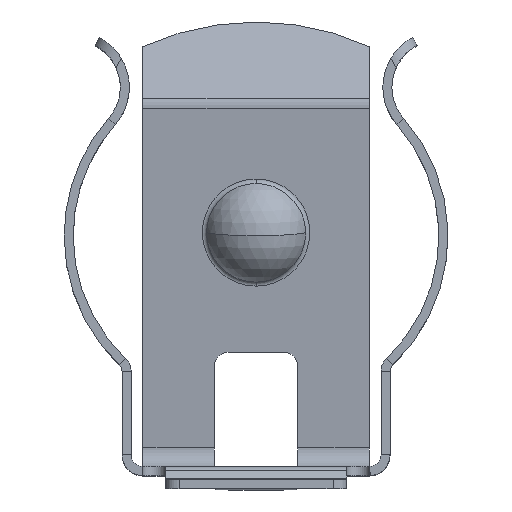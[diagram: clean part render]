
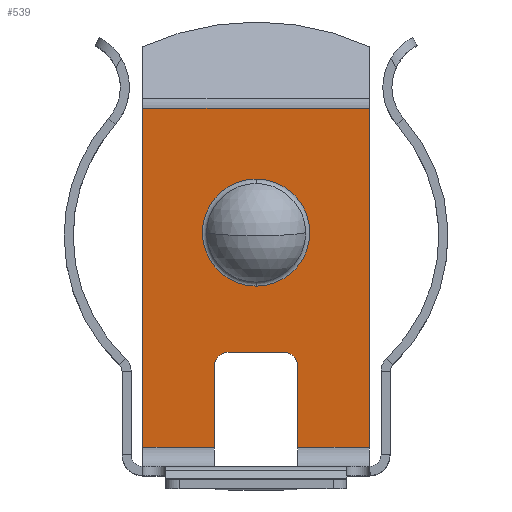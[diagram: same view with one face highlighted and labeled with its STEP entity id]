
A CAD part, top view. The second image highlights one B-rep face of the part: STEP entity #539.
In plain terms, the highlighted planar face has unit normal (0, -0.087, 0.996).
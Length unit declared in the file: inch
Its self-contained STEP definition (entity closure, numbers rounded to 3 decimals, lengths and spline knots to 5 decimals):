
#462 = VERTEX_POINT ( 'NONE', #1977 ) ;
#484 = EDGE_CURVE ( 'NONE', #485, #462, #2003, .T. ) ;
#485 = VERTEX_POINT ( 'NONE', #1994 ) ;
#491 = ORIENTED_EDGE ( 'NONE', *, *, #498, .F. ) ;
#494 = ORIENTED_EDGE ( 'NONE', *, *, #546, .F. ) ;
#498 = EDGE_CURVE ( 'NONE', #505, #516, #2033, .T. ) ;
#502 = VERTEX_POINT ( 'NONE', #2073 ) ;
#505 = VERTEX_POINT ( 'NONE', #2063 ) ;
#507 = ORIENTED_EDGE ( 'NONE', *, *, #513, .F. ) ;
#509 = VERTEX_POINT ( 'NONE', #2060 ) ;
#510 = ORIENTED_EDGE ( 'NONE', *, *, #520, .F. ) ;
#512 = ORIENTED_EDGE ( 'NONE', *, *, #517, .F. ) ;
#513 = EDGE_CURVE ( 'NONE', #502, #519, #2059, .T. ) ;
#516 = VERTEX_POINT ( 'NONE', #2050 ) ;
#517 = EDGE_CURVE ( 'NONE', #509, #505, #2049, .T. ) ;
#519 = VERTEX_POINT ( 'NONE', #2110 ) ;
#520 = EDGE_CURVE ( 'NONE', #519, #509, #2109, .T. ) ;
#539 = ADVANCED_FACE ( 'NONE', ( #2132, #2131 ), #2130, .T. ) ;
#540 = EDGE_LOOP ( 'NONE', ( #491, #512, #510, #507, #494, #552, #570, #571, #564, #556 ) ) ;
#546 = EDGE_CURVE ( 'NONE', #566, #502, #2116, .T. ) ;
#548 = EDGE_CURVE ( 'NONE', #462, #485, #2167, .T. ) ;
#549 = EDGE_LOOP ( 'NONE', ( #553, #557 ) ) ;
#550 = EDGE_CURVE ( 'NONE', #516, #565, #2163, .T. ) ;
#552 = ORIENTED_EDGE ( 'NONE', *, *, #573, .F. ) ;
#553 = ORIENTED_EDGE ( 'NONE', *, *, #484, .F. ) ;
#556 = ORIENTED_EDGE ( 'NONE', *, *, #550, .F. ) ;
#557 = ORIENTED_EDGE ( 'NONE', *, *, #548, .F. ) ;
#563 = EDGE_CURVE ( 'NONE', #565, #569, #2148, .T. ) ;
#564 = ORIENTED_EDGE ( 'NONE', *, *, #563, .F. ) ;
#565 = VERTEX_POINT ( 'NONE', #2207 ) ;
#566 = VERTEX_POINT ( 'NONE', #2206 ) ;
#569 = VERTEX_POINT ( 'NONE', #2200 ) ;
#570 = ORIENTED_EDGE ( 'NONE', *, *, #575, .F. ) ;
#571 = ORIENTED_EDGE ( 'NONE', *, *, #576, .F. ) ;
#573 = EDGE_CURVE ( 'NONE', #574, #566, #2198, .T. ) ;
#574 = VERTEX_POINT ( 'NONE', #2194 ) ;
#575 = EDGE_CURVE ( 'NONE', #578, #574, #2193, .T. ) ;
#576 = EDGE_CURVE ( 'NONE', #569, #578, #2189, .T. ) ;
#578 = VERTEX_POINT ( 'NONE', #2185 ) ;
#1977 = CARTESIAN_POINT ( 'NONE',  ( 0., 0.20995, -0.09733 ) ) ;
#1994 = CARTESIAN_POINT ( 'NONE',  ( 0., 0.32816, -0.08699 ) ) ;
#1995 = DIRECTION ( 'NONE',  ( 0., 0.996, 0.087 ) ) ;
#1996 = DIRECTION ( 'NONE',  ( 0., -0.087, 0.996 ) ) ;
#1997 = CARTESIAN_POINT ( 'NONE',  ( 0., 0.26906, -0.09216 ) ) ;
#1998 = AXIS2_PLACEMENT_3D ( 'NONE', #1997, #1996, #1995 ) ;
#2003 = CIRCLE ( 'NONE', #1998, 0.05933 ) ;
#2029 = DIRECTION ( 'NONE',  ( 0., -0.996, -0.087 ) ) ;
#2030 = VECTOR ( 'NONE', #2029, 39.37008 ) ;
#2031 = CARTESIAN_POINT ( 'NONE',  ( -0.046, -0.00955, -0.11654 ) ) ;
#2033 = LINE ( 'NONE', #2031, #2030 ) ;
#2048 = AXIS2_PLACEMENT_3D ( 'NONE', #2113, #2112, #2111 ) ;
#2049 = CIRCLE ( 'NONE', #2048, 0.015 ) ;
#2050 = CARTESIAN_POINT ( 'NONE',  ( -0.046, 0.03174, -0.11292 ) ) ;
#2055 = DIRECTION ( 'NONE',  ( 0., -0.996, -0.087 ) ) ;
#2056 = DIRECTION ( 'NONE',  ( 0., -0.087, 0.996 ) ) ;
#2057 = CARTESIAN_POINT ( 'NONE',  ( 0.031, 0.12195, -0.10503 ) ) ;
#2058 = AXIS2_PLACEMENT_3D ( 'NONE', #2057, #2056, #2055 ) ;
#2059 = CIRCLE ( 'NONE', #2058, 0.015 ) ;
#2060 = CARTESIAN_POINT ( 'NONE',  ( -0.031, 0.13689, -0.10372 ) ) ;
#2063 = CARTESIAN_POINT ( 'NONE',  ( -0.046, 0.12195, -0.10503 ) ) ;
#2073 = CARTESIAN_POINT ( 'NONE',  ( 0.046, 0.12195, -0.10503 ) ) ;
#2106 = DIRECTION ( 'NONE',  ( -1., 0., 0. ) ) ;
#2107 = VECTOR ( 'NONE', #2106, 39.37008 ) ;
#2108 = CARTESIAN_POINT ( 'NONE',  ( 0.031, 0.13689, -0.10372 ) ) ;
#2109 = LINE ( 'NONE', #2108, #2107 ) ;
#2110 = CARTESIAN_POINT ( 'NONE',  ( 0.031, 0.13689, -0.10372 ) ) ;
#2111 = DIRECTION ( 'NONE',  ( 0., 0.996, 0.087 ) ) ;
#2112 = DIRECTION ( 'NONE',  ( 0., -0.087, 0.996 ) ) ;
#2113 = CARTESIAN_POINT ( 'NONE',  ( -0.031, 0.12195, -0.10503 ) ) ;
#2114 = VECTOR ( 'NONE', #2176, 39.37008 ) ;
#2115 = CARTESIAN_POINT ( 'NONE',  ( 0.046, -0.00955, -0.11654 ) ) ;
#2116 = LINE ( 'NONE', #2115, #2114 ) ;
#2126 = DIRECTION ( 'NONE',  ( 0., -0.996, -0.087 ) ) ;
#2127 = DIRECTION ( 'NONE',  ( 0., -0.087, 0.996 ) ) ;
#2128 = CARTESIAN_POINT ( 'NONE',  ( -0.125, 0.01, -0.11483 ) ) ;
#2129 = AXIS2_PLACEMENT_3D ( 'NONE', #2128, #2127, #2126 ) ;
#2130 = PLANE ( 'NONE',  #2129 ) ;
#2131 = FACE_BOUND ( 'NONE', #549, .T. ) ;
#2132 = FACE_OUTER_BOUND ( 'NONE', #540, .T. ) ;
#2146 = VECTOR ( 'NONE', #2208, 39.37008 ) ;
#2147 = CARTESIAN_POINT ( 'NONE',  ( -0.125, 0.40649, -0.08014 ) ) ;
#2148 = LINE ( 'NONE', #2147, #2146 ) ;
#2160 = DIRECTION ( 'NONE',  ( -1., 0., 0. ) ) ;
#2161 = VECTOR ( 'NONE', #2160, 39.37008 ) ;
#2162 = CARTESIAN_POINT ( 'NONE',  ( 0.125, 0.03174, -0.11292 ) ) ;
#2163 = LINE ( 'NONE', #2162, #2161 ) ;
#2164 = DIRECTION ( 'NONE',  ( 0., 0.996, 0.087 ) ) ;
#2165 = DIRECTION ( 'NONE',  ( 0., -0.087, 0.996 ) ) ;
#2166 = AXIS2_PLACEMENT_3D ( 'NONE', #2171, #2165, #2164 ) ;
#2167 = CIRCLE ( 'NONE', #2166, 0.05933 ) ;
#2171 = CARTESIAN_POINT ( 'NONE',  ( 0., 0.26906, -0.09216 ) ) ;
#2176 = DIRECTION ( 'NONE',  ( 0., 0.996, 0.087 ) ) ;
#2185 = CARTESIAN_POINT ( 'NONE',  ( 0.125, 0.40649, -0.08014 ) ) ;
#2186 = DIRECTION ( 'NONE',  ( 1., 0., 0. ) ) ;
#2187 = VECTOR ( 'NONE', #2186, 39.37008 ) ;
#2188 = CARTESIAN_POINT ( 'NONE',  ( 0.125, 0.40649, -0.08014 ) ) ;
#2189 = LINE ( 'NONE', #2188, #2187 ) ;
#2190 = DIRECTION ( 'NONE',  ( 0., -0.996, -0.087 ) ) ;
#2191 = VECTOR ( 'NONE', #2190, 39.37008 ) ;
#2192 = CARTESIAN_POINT ( 'NONE',  ( 0.125, 0.01, -0.11483 ) ) ;
#2193 = LINE ( 'NONE', #2192, #2191 ) ;
#2194 = CARTESIAN_POINT ( 'NONE',  ( 0.125, 0.03174, -0.11292 ) ) ;
#2195 = DIRECTION ( 'NONE',  ( -1., 0., 0. ) ) ;
#2196 = VECTOR ( 'NONE', #2195, 39.37008 ) ;
#2197 = CARTESIAN_POINT ( 'NONE',  ( 0.125, 0.03174, -0.11292 ) ) ;
#2198 = LINE ( 'NONE', #2197, #2196 ) ;
#2200 = CARTESIAN_POINT ( 'NONE',  ( -0.125, 0.40649, -0.08014 ) ) ;
#2206 = CARTESIAN_POINT ( 'NONE',  ( 0.046, 0.03174, -0.11292 ) ) ;
#2207 = CARTESIAN_POINT ( 'NONE',  ( -0.125, 0.03174, -0.11292 ) ) ;
#2208 = DIRECTION ( 'NONE',  ( 0., 0.996, 0.087 ) ) ;
